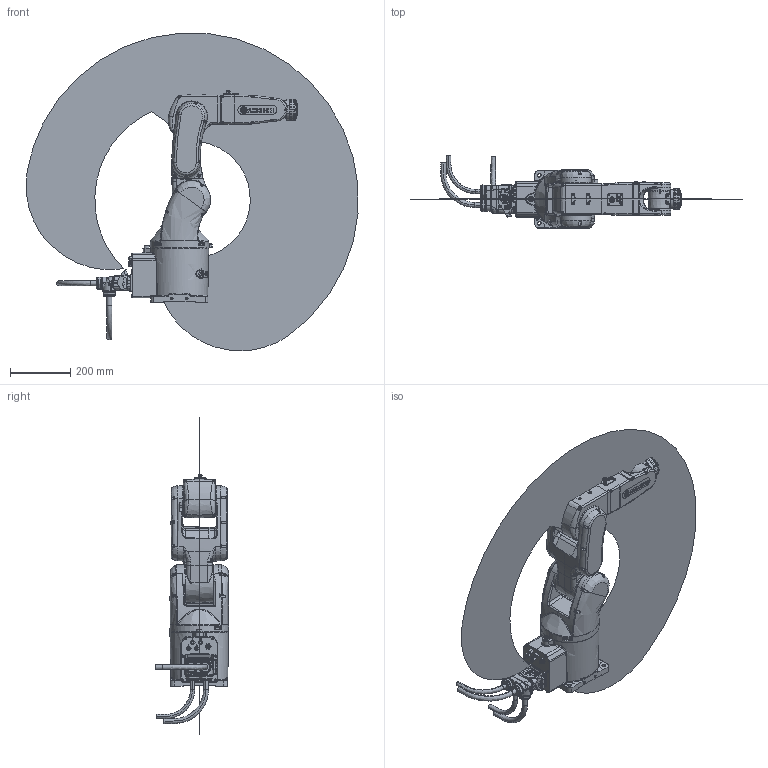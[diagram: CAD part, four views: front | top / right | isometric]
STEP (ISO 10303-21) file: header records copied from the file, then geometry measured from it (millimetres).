
FILE_DESCRIPTION (( 'STEP AP214' ), '1' );
FILE_NAME ('AX-4.STEP', '2024-03-25T03:22:17', ( '' ), ( '' ), 'SwSTEP 2.0', 'SolidWorks 2018', '' );
FILE_SCHEMA (( 'AUTOMOTIVE_DESIGN' ));
Length unit declared in the file: millimetre
Products named in the file (10): XB4-xiaobiqian-Alogo^XB4(XBC3)_Models(2)_XB4(XBC3)_Models; XB4-base-A^XB4(XBC3)_Models(2)_XB4(XBC3)_Models; XB4-xiaobihou-A^XB4(XBC3)_Models(2)_XB4(XBC3)_Models; XB4-dabi-A^XB4(XBC3)_Models(2)_XB4(XBC3)_Models; XB4-shouwan-A^XB4(XBC3)_Models(2)_XB4(XBC3)_Models; XB4-shuchu-A^XB4(XBC3)_Models(2)_XB4(XBC3)_Models; XB4-yao-A^XB4(XBC3)_Models(2)_XB4(XBC3)_Models; XB4(XBC3)_Models(2)^XB4(XBC3)_Models; AX-4; XB4-3Dwork-A^XB4(XBC3)_Models(2)_XB4(XBC3)_Models
Assembly tree (9 placements, depth 3):
  AX-4
    XB4(XBC3)_Models(2)^XB4(XBC3)_Models
      XB4-shuchu-A^XB4(XBC3)_Models(2)_XB4(XBC3)_Models
      XB4-base-A^XB4(XBC3)_Models(2)_XB4(XBC3)_Models
      XB4-yao-A^XB4(XBC3)_Models(2)_XB4(XBC3)_Models
      XB4-dabi-A^XB4(XBC3)_Models(2)_XB4(XBC3)_Models
      XB4-xiaobihou-A^XB4(XBC3)_Models(2)_XB4(XBC3)_Models
      XB4-xiaobiqian-Alogo^XB4(XBC3)_Models(2)_XB4(XBC3)_Models
      XB4-shouwan-A^XB4(XBC3)_Models(2)_XB4(XBC3)_Models
      XB4-3Dwork-A^XB4(XBC3)_Models(2)_XB4(XBC3)_Models
Bounding box: 1106.08 x 243.5 x 1058.44 mm (x, y, z)
Volume: 19317299.2 mm3; surface area: 1684954.6 mm2
Topology: 9 solids, 21 shells, 5780 faces, 13695 edges, 8013 vertices
Faces by surface type: plane 2176, cylinder 1173, cone 1031, bspline 939, torus 385, sphere 76
Entity records: 230051 total; most frequent: CARTESIAN_POINT 105481, ORIENTED_EDGE 26748, DIRECTION 24328, EDGE_CURVE 13377, AXIS2_PLACEMENT_3D 9569, VERTEX_POINT 8009, EDGE_LOOP 6193, FACE_OUTER_BOUND 5780
